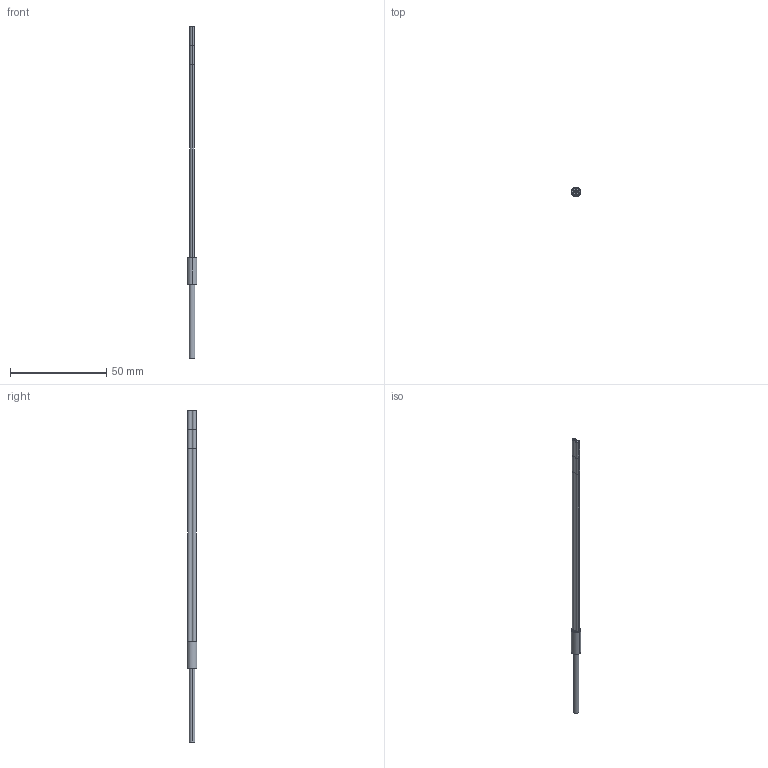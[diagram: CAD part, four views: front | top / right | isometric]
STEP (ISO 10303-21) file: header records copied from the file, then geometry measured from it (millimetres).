
FILE_DESCRIPTION((''),'2;1');
FILE_NAME('194029_ASM','2016-04-01T',('PDMAdmin'),(''),'PRO/ENGINEER BY PARAMETRIC TECHNOLOGY CORPORATION, 2013230','PRO/ENGINEER BY PARAMETRIC TECHNOLOGY CORPORATION, 2013230','');
FILE_SCHEMA(('CONFIG_CONTROL_DESIGN'));
Length unit declared in the file: inch
Products named in the file (6): 35315; 185034; 51022; FIBER_CORE_1MM; 94106_ASM; 194029_ASM
Assembly tree (7 placements, depth 3):
  194029_ASM
    94106_ASM
      35315
      185034
      51022  x2
      FIBER_CORE_1MM  x2
Bounding box: 5.08 x 5.08 x 172.07 mm (x, y, z)
Volume: 1201.4 mm3; surface area: 3929.9 mm2
Topology: 6 solids, 8 shells, 56 faces, 108 edges, 64 vertices
Faces by surface type: cylinder 32, plane 12, bspline 8, cone 4
Entity records: 1347 total; most frequent: CARTESIAN_POINT 361, DIRECTION 224, ORIENTED_EDGE 144, AXIS2_PLACEMENT_3D 99, EDGE_CURVE 74, VERTEX_POINT 44, CIRCLE 44, EDGE_LOOP 42
